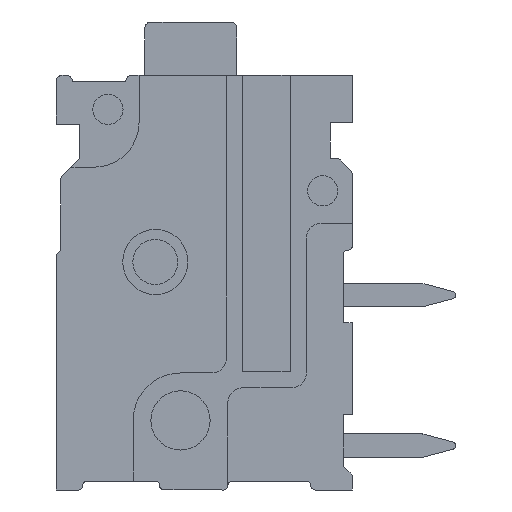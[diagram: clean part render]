
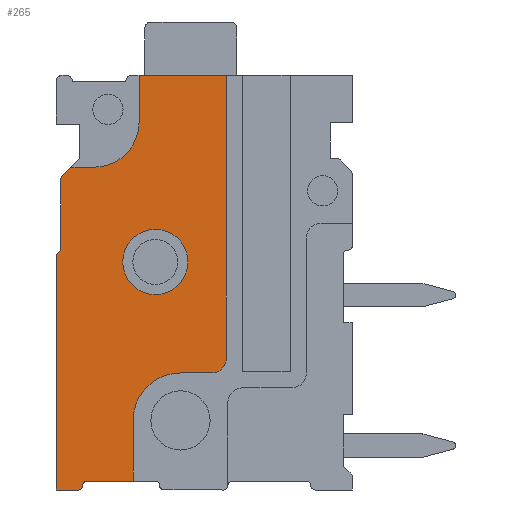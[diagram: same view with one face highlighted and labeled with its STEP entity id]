
A CAD part, front view. The second image highlights one B-rep face of the part: STEP entity #265.
In plain terms, the highlighted planar face has unit normal (0, -1, 0).
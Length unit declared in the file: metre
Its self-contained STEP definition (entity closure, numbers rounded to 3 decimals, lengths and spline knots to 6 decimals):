
#265 = ADVANCED_FACE( '', ( #1040, #1041 ), #1042, .F. );
#1040 = FACE_OUTER_BOUND( '', #2150, .T. );
#1041 = FACE_BOUND( '', #2151, .T. );
#1042 = PLANE( '', #2152 );
#2150 = EDGE_LOOP( '', ( #4854, #4855, #4856, #4857, #4858, #4859, #4860, #4861, #4862, #4863, #4864, #4865, #4866, #4867, #4868, #4869, #4870, #4871 ) );
#2151 = EDGE_LOOP( '', ( #4872 ) );
#2152 = AXIS2_PLACEMENT_3D( '', #4873, #4874, #4875 );
#4854 = ORIENTED_EDGE( '', *, *, #8428, .T. );
#4855 = ORIENTED_EDGE( '', *, *, #8429, .F. );
#4856 = ORIENTED_EDGE( '', *, *, #8430, .F. );
#4857 = ORIENTED_EDGE( '', *, *, #8431, .F. );
#4858 = ORIENTED_EDGE( '', *, *, #8432, .F. );
#4859 = ORIENTED_EDGE( '', *, *, #8433, .F. );
#4860 = ORIENTED_EDGE( '', *, *, #8434, .F. );
#4861 = ORIENTED_EDGE( '', *, *, #8435, .F. );
#4862 = ORIENTED_EDGE( '', *, *, #8436, .F. );
#4863 = ORIENTED_EDGE( '', *, *, #8437, .F. );
#4864 = ORIENTED_EDGE( '', *, *, #8438, .F. );
#4865 = ORIENTED_EDGE( '', *, *, #8439, .F. );
#4866 = ORIENTED_EDGE( '', *, *, #8440, .F. );
#4867 = ORIENTED_EDGE( '', *, *, #8441, .F. );
#4868 = ORIENTED_EDGE( '', *, *, #8442, .F. );
#4869 = ORIENTED_EDGE( '', *, *, #8443, .F. );
#4870 = ORIENTED_EDGE( '', *, *, #8444, .T. );
#4871 = ORIENTED_EDGE( '', *, *, #8445, .T. );
#4872 = ORIENTED_EDGE( '', *, *, #8446, .F. );
#4873 = CARTESIAN_POINT( '', ( -0.00475, -0.001201, 0.00445 ) );
#4874 = DIRECTION( '', ( 0., 1., 0. ) );
#4875 = DIRECTION( '', ( 0., 0., 1. ) );
#8428 = EDGE_CURVE( '', #10624, #10625, #10626, .T. );
#8429 = EDGE_CURVE( '', #10627, #10625, #10628, .T. );
#8430 = EDGE_CURVE( '', #10629, #10627, #10630, .T. );
#8431 = EDGE_CURVE( '', #10631, #10629, #10632, .T. );
#8432 = EDGE_CURVE( '', #10633, #10631, #10634, .T. );
#8433 = EDGE_CURVE( '', #10635, #10633, #10636, .T. );
#8434 = EDGE_CURVE( '', #10637, #10635, #10638, .T. );
#8435 = EDGE_CURVE( '', #10639, #10637, #10640, .T. );
#8436 = EDGE_CURVE( '', #10641, #10639, #10642, .T. );
#8437 = EDGE_CURVE( '', #10643, #10641, #10644, .T. );
#8438 = EDGE_CURVE( '', #10645, #10643, #10646, .T. );
#8439 = EDGE_CURVE( '', #10647, #10645, #10648, .T. );
#8440 = EDGE_CURVE( '', #10649, #10647, #10650, .T. );
#8441 = EDGE_CURVE( '', #10651, #10649, #10652, .T. );
#8442 = EDGE_CURVE( '', #10653, #10651, #10654, .T. );
#8443 = EDGE_CURVE( '', #10655, #10653, #10656, .T. );
#8444 = EDGE_CURVE( '', #10655, #10657, #10658, .F. );
#8445 = EDGE_CURVE( '', #10657, #10624, #10659, .T. );
#8446 = EDGE_CURVE( '', #10660, #10660, #10661, .T. );
#10624 = VERTEX_POINT( '', #13914 );
#10625 = VERTEX_POINT( '', #13915 );
#10626 = LINE( '', #13916, #13917 );
#10627 = VERTEX_POINT( '', #13918 );
#10628 = LINE( '', #13919, #13920 );
#10629 = VERTEX_POINT( '', #13921 );
#10630 = CIRCLE( '', #13922, 0.0016 );
#10631 = VERTEX_POINT( '', #13923 );
#10632 = LINE( '', #13924, #13925 );
#10633 = VERTEX_POINT( '', #13926 );
#10634 = CIRCLE( '', #13927, 0.0005 );
#10635 = VERTEX_POINT( '', #13928 );
#10636 = LINE( '', #13929, #13930 );
#10637 = VERTEX_POINT( '', #13931 );
#10638 = LINE( '', #13932, #13933 );
#10639 = VERTEX_POINT( '', #13934 );
#10640 = LINE( '', #13935, #13936 );
#10641 = VERTEX_POINT( '', #13937 );
#10642 = CIRCLE( '', #13938, 0.0015 );
#10643 = VERTEX_POINT( '', #13939 );
#10644 = LINE( '', #13940, #13941 );
#10645 = VERTEX_POINT( '', #13942 );
#10646 = LINE( '', #13943, #13944 );
#10647 = VERTEX_POINT( '', #13945 );
#10648 = CIRCLE( '', #13946, 0.0002 );
#10649 = VERTEX_POINT( '', #13947 );
#10650 = LINE( '', #13948, #13949 );
#10651 = VERTEX_POINT( '', #13950 );
#10652 = LINE( '', #13951, #13952 );
#10653 = VERTEX_POINT( '', #13953 );
#10654 = LINE( '', #13954, #13955 );
#10655 = VERTEX_POINT( '', #13956 );
#10656 = LINE( '', #13957, #13958 );
#10657 = VERTEX_POINT( '', #13959 );
#10658 = CIRCLE( '', #13960, 0.00015 );
#10659 = CIRCLE( '', #13961, 0.00015 );
#10660 = VERTEX_POINT( '', #13962 );
#10661 = CIRCLE( '', #13963, 0.0011 );
#13914 = CARTESIAN_POINT( '', ( -0.00895, -0.001201, 0.0003 ) );
#13915 = CARTESIAN_POINT( '', ( -0.0074, -0.001201, 0.0003 ) );
#13916 = CARTESIAN_POINT( '', ( -0.00895, -0.001201, 0.0003 ) );
#13917 = VECTOR( '', #16766, 1. );
#13918 = CARTESIAN_POINT( '', ( -0.0074, -0.001201, 0.00235 ) );
#13919 = CARTESIAN_POINT( '', ( -0.0074, -0.001201, 0.00235 ) );
#13920 = VECTOR( '', #16767, 1. );
#13921 = CARTESIAN_POINT( '', ( -0.0058, -0.001201, 0.00395 ) );
#13922 = AXIS2_PLACEMENT_3D( '', #16768, #16769, #16770 );
#13923 = CARTESIAN_POINT( '', ( -0.00475, -0.001201, 0.00395 ) );
#13924 = CARTESIAN_POINT( '', ( -0.00475, -0.001201, 0.00395 ) );
#13925 = VECTOR( '', #16771, 1. );
#13926 = CARTESIAN_POINT( '', ( -0.00425, -0.001201, 0.00445 ) );
#13927 = AXIS2_PLACEMENT_3D( '', #16772, #16773, #16774 );
#13928 = CARTESIAN_POINT( '', ( -0.00425, -0.001201, 0.014 ) );
#13929 = CARTESIAN_POINT( '', ( -0.00425, -0.001201, 0.014 ) );
#13930 = VECTOR( '', #16775, 1. );
#13931 = CARTESIAN_POINT( '', ( -0.0072, -0.001201, 0.014 ) );
#13932 = CARTESIAN_POINT( '', ( -0.0072, -0.001201, 0.014 ) );
#13933 = VECTOR( '', #16776, 1. );
#13934 = CARTESIAN_POINT( '', ( -0.0072, -0.001201, 0.0124 ) );
#13935 = CARTESIAN_POINT( '', ( -0.0072, -0.001201, 0.0124 ) );
#13936 = VECTOR( '', #16777, 1. );
#13937 = CARTESIAN_POINT( '', ( -0.0087, -0.001201, 0.0109 ) );
#13938 = AXIS2_PLACEMENT_3D( '', #16778, #16779, #16780 );
#13939 = CARTESIAN_POINT( '', ( -0.0095, -0.001201, 0.0109 ) );
#13940 = CARTESIAN_POINT( '', ( -0.0095, -0.001201, 0.0109 ) );
#13941 = VECTOR( '', #16781, 1. );
#13942 = CARTESIAN_POINT( '', ( -0.009791, -0.001201, 0.010609 ) );
#13943 = CARTESIAN_POINT( '', ( -0.0095, -0.001201, 0.0109 ) );
#13944 = VECTOR( '', #16782, 1. );
#13945 = CARTESIAN_POINT( '', ( -0.00985, -0.001201, 0.010467 ) );
#13946 = AXIS2_PLACEMENT_3D( '', #16783, #16784, #16785 );
#13947 = CARTESIAN_POINT( '', ( -0.00985, -0.001201, 0.0081 ) );
#13948 = CARTESIAN_POINT( '', ( -0.00985, -0.001201, 0.010467 ) );
#13949 = VECTOR( '', #16786, 1. );
#13950 = CARTESIAN_POINT( '', ( -0.01, -0.001201, 0.00795 ) );
#13951 = CARTESIAN_POINT( '', ( -0.00985, -0.001201, 0.0081 ) );
#13952 = VECTOR( '', #16787, 1. );
#13953 = CARTESIAN_POINT( '', ( -0.01, -0.001201, 0. ) );
#13954 = CARTESIAN_POINT( '', ( -0.01, -0.001201, 0. ) );
#13955 = VECTOR( '', #16788, 1. );
#13956 = CARTESIAN_POINT( '', ( -0.00925, -0.001201, 0. ) );
#13957 = CARTESIAN_POINT( '', ( -0.0074, -0.001201, 0. ) );
#13958 = VECTOR( '', #16789, 1. );
#13959 = CARTESIAN_POINT( '', ( -0.0091, -0.001201, 0.00015 ) );
#13960 = AXIS2_PLACEMENT_3D( '', #16790, #16791, #16792 );
#13961 = AXIS2_PLACEMENT_3D( '', #16793, #16794, #16795 );
#13962 = CARTESIAN_POINT( '', ( -0.00555, -0.001201, 0.0077 ) );
#13963 = AXIS2_PLACEMENT_3D( '', #16796, #16797, #16798 );
#16766 = DIRECTION( '', ( 1., 0., 0. ) );
#16767 = DIRECTION( '', ( 0., 0., -1. ) );
#16768 = CARTESIAN_POINT( '', ( -0.0058, -0.001201, 0.00235 ) );
#16769 = DIRECTION( '', ( 0., -1., 0. ) );
#16770 = DIRECTION( '', ( 1., 0., 0. ) );
#16771 = DIRECTION( '', ( -1., 0., 0. ) );
#16772 = CARTESIAN_POINT( '', ( -0.00475, -0.001201, 0.00445 ) );
#16773 = DIRECTION( '', ( 0., 1., 0. ) );
#16774 = DIRECTION( '', ( 1., 0., 0. ) );
#16775 = DIRECTION( '', ( 0., 0., -1. ) );
#16776 = DIRECTION( '', ( 1., 0., 0. ) );
#16777 = DIRECTION( '', ( 0., 0., 1. ) );
#16778 = CARTESIAN_POINT( '', ( -0.0087, -0.001201, 0.0124 ) );
#16779 = DIRECTION( '', ( 0., -1., 0. ) );
#16780 = DIRECTION( '', ( -1., 0., 0. ) );
#16781 = DIRECTION( '', ( 1., 0., 0. ) );
#16782 = DIRECTION( '', ( 0.707, 0., 0.707 ) );
#16783 = CARTESIAN_POINT( '', ( -0.00965, -0.001201, 0.010467 ) );
#16784 = DIRECTION( '', ( 0., 1., 0. ) );
#16785 = DIRECTION( '', ( 1., 0., 0. ) );
#16786 = DIRECTION( '', ( 0., 0., 1. ) );
#16787 = DIRECTION( '', ( 0.707, 0., 0.707 ) );
#16788 = DIRECTION( '', ( 0., 0., 1. ) );
#16789 = DIRECTION( '', ( -1., 0., 0. ) );
#16790 = CARTESIAN_POINT( '', ( -0.00925, -0.001201, 0.00015 ) );
#16791 = DIRECTION( '', ( 0., 1., 0. ) );
#16792 = DIRECTION( '', ( 0., 0., 1. ) );
#16793 = CARTESIAN_POINT( '', ( -0.00895, -0.001201, 0.00015 ) );
#16794 = DIRECTION( '', ( 0., 1., 0. ) );
#16795 = DIRECTION( '', ( 0., 0., 1. ) );
#16796 = CARTESIAN_POINT( '', ( -0.00665, -0.001201, 0.0077 ) );
#16797 = DIRECTION( '', ( 0., -1., 0. ) );
#16798 = DIRECTION( '', ( 1., 0., 0. ) );
